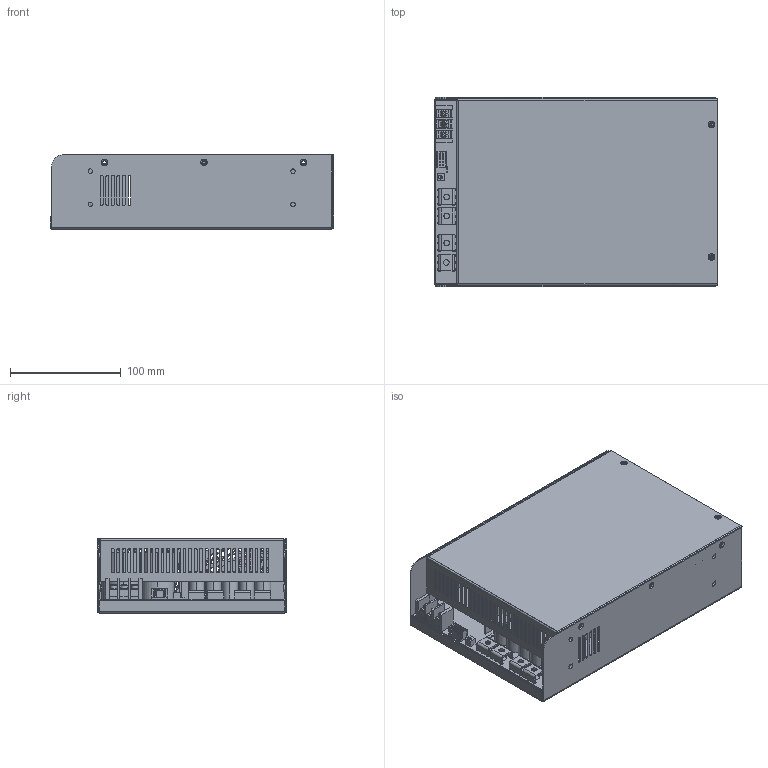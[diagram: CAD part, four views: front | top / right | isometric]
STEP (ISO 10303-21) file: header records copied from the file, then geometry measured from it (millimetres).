
FILE_DESCRIPTION (( 'STEP AP214' ), '1' );
FILE_NAME ('CDKH-2000装配.STEP', '2025-04-28T08:48:00', ( '万丰电脑' ), ( '电话：0577-62733550' ), 'SwSTEP 2.0', 'SolidWorks 2020', '' );
FILE_SCHEMA (( 'AUTOMOTIVE_DESIGN' ));
Length unit declared in the file: millimetre
Products named in the file (11): （ban）CDKH-2000板; 爾諉諉盄傷; CDKH-脣諳; CDKH-2000傷赽; diCDKH-2000菁; GAI裔赽; 6015瑞儂; CDKH-2000蚾饜; CDKN-2000散热器1; 60瑞儂厙11; CDKN-2000散热器2
Assembly tree (15 placements, depth 2):
  CDKH-2000蚾饜
    （ban）CDKH-2000板
    CDKN-2000散热器1
    CDKN-2000散热器2
    爾諉諉盄傷  x4
    diCDKH-2000菁
    GAI裔赽
    6015瑞儂  x2
    60瑞儂厙11  x2
    CDKH-脣諳
    CDKH-2000傷赽
Bounding box: 256 x 171 x 67 mm (x, y, z)
Volume: 510023.8 mm3; surface area: 514371.4 mm2
Topology: 29 solids, 29 shells, 1927 faces, 5114 edges, 3255 vertices
Faces by surface type: plane 845, cylinder 761, torus 242, cone 47, bspline 32
Entity records: 49447 total; most frequent: CARTESIAN_POINT 9345, DIRECTION 7747, ORIENTED_EDGE 7476, EDGE_CURVE 3738, AXIS2_PLACEMENT_3D 2817, VERTEX_POINT 2409, VECTOR 2113, LINE 2113
